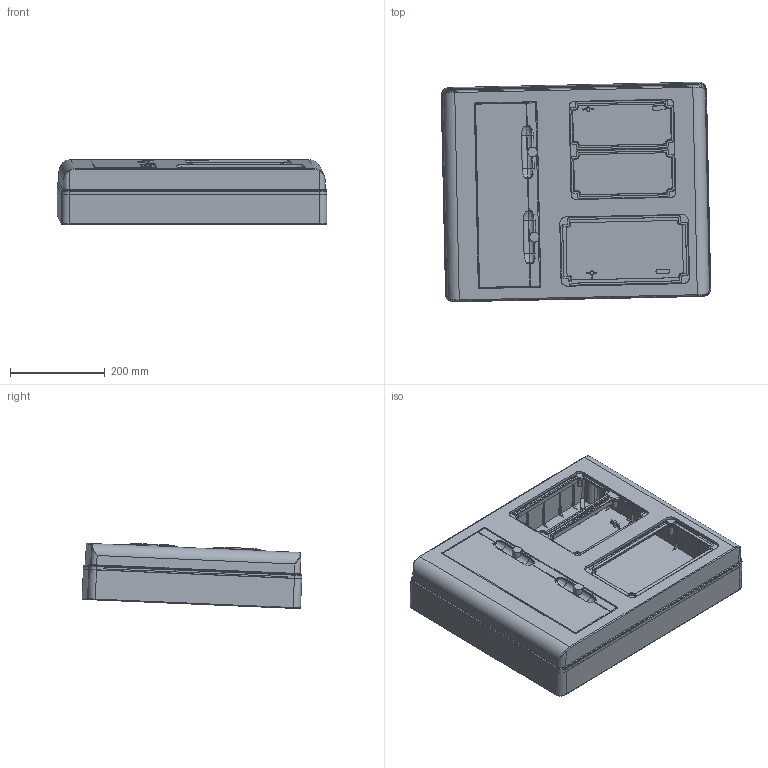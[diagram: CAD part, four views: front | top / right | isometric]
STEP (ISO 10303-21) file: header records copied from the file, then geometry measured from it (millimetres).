
FILE_DESCRIPTION((''),'2;1');
FILE_NAME('GW68022N_ASM','2021-03-31T14:31:49',('User'),('Axiro Italia'),'CREO PARAMETRIC BY PTC INC, 2020354','CREO PARAMETRIC BY PTC INC, 2020354','');
FILE_SCHEMA(('CONFIG_CONTROL_DESIGN'));
Length unit declared in the file: millimetre
Products named in the file (3): 55523526CXXX___FONDO_QDIN_20M; 55523567HXXX_FR_QDIN_20M_2_PR_1; GW68022N_ASM
Assembly tree (2 placements, depth 2):
  GW68022N_ASM
    55523526CXXX___FONDO_QDIN_20M
    55523567HXXX_FR_QDIN_20M_2_PR_1
Bounding box: 568.95 x 463.79 x 137.34 mm (x, y, z)
Volume: 4181541.9 mm3; surface area: 1520258.2 mm2
Topology: 2 solids, 2 shells, 1337 faces, 3684 edges, 2383 vertices
Faces by surface type: plane 758, cone 276, cylinder 173, bspline 80, torus 34, extrusion 8, sphere 8
Entity records: 48835 total; most frequent: CARTESIAN_POINT 15322, ORIENTED_EDGE 7336, DIRECTION 6504, EDGE_CURVE 3668, VERTEX_POINT 2383, VECTOR 2332, LINE 2324, AXIS2_PLACEMENT_3D 2086
